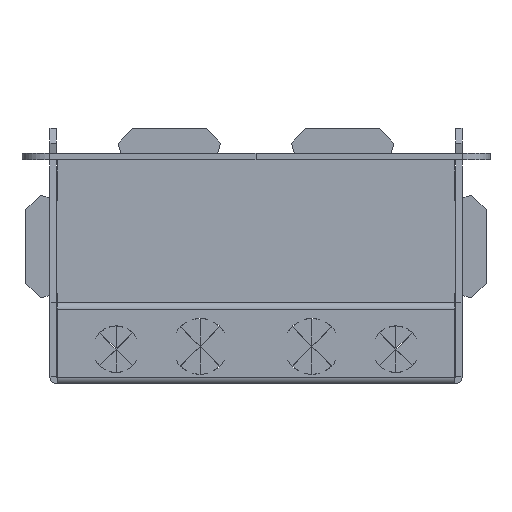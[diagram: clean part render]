
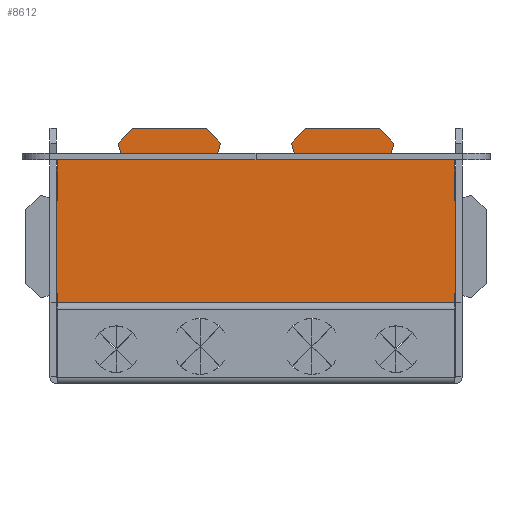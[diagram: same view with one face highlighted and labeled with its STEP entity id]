
A CAD part, left-side view. The second image highlights one B-rep face of the part: STEP entity #8612.
In plain terms, the highlighted planar face has unit normal (-1, 0, 0).
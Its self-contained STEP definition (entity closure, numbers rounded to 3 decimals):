
#7605=AXIS2_PLACEMENT_3D('Plane Axis2P3D',#7602,#7603,#7604) ;
#7602=CARTESIAN_POINT('Axis2P3D Location',(-120.,0.,116.5)) ;
#8147=CARTESIAN_POINT('Vertex',(-120.,107.,95.139)) ;
#8150=CARTESIAN_POINT('Line Origine',(-120.,106.75,95.069)) ;
#8154=CARTESIAN_POINT('Vertex',(-120.,106.5,95.)) ;
#8390=CARTESIAN_POINT('Vertex',(-120.,106.5,45.)) ;
#8393=CARTESIAN_POINT('Line Origine',(-120.,106.75,44.931)) ;
#8397=CARTESIAN_POINT('Vertex',(-120.,107.,44.861)) ;
#8412=CARTESIAN_POINT('Line Origine',(-120.,-107.,70.)) ;
#8416=CARTESIAN_POINT('Vertex',(-120.,-107.,95.139)) ;
#8418=CARTESIAN_POINT('Vertex',(-120.,-107.,44.861)) ;
#8421=CARTESIAN_POINT('Line Origine',(-120.,-106.75,95.069)) ;
#8425=CARTESIAN_POINT('Vertex',(-120.,-106.5,95.)) ;
#8428=CARTESIAN_POINT('Line Origine',(-120.,-106.5,105.75)) ;
#8432=CARTESIAN_POINT('Vertex',(-120.,-106.5,116.5)) ;
#8435=CARTESIAN_POINT('Line Origine',(-120.,-89.,116.5)) ;
#8439=CARTESIAN_POINT('Vertex',(-120.,-71.5,116.5)) ;
#8442=CARTESIAN_POINT('Line Origine',(-120.,-72.75,121.)) ;
#8446=CARTESIAN_POINT('Vertex',(-120.,-74.,125.5)) ;
#8449=CARTESIAN_POINT('Line Origine',(-120.,-70.25,129.5)) ;
#8453=CARTESIAN_POINT('Vertex',(-120.,-66.5,133.5)) ;
#8456=CARTESIAN_POINT('Line Origine',(-120.,-56.5,133.5)) ;
#8460=CARTESIAN_POINT('Vertex',(-120.,-46.5,133.5)) ;
#8463=CARTESIAN_POINT('Line Origine',(-120.,-36.5,133.5)) ;
#8467=CARTESIAN_POINT('Vertex',(-120.,-26.5,133.5)) ;
#8470=CARTESIAN_POINT('Line Origine',(-120.,-22.75,129.5)) ;
#8474=CARTESIAN_POINT('Vertex',(-120.,-19.,125.5)) ;
#8477=CARTESIAN_POINT('Line Origine',(-120.,-20.25,121.)) ;
#8481=CARTESIAN_POINT('Vertex',(-120.,-21.5,116.5)) ;
#8484=CARTESIAN_POINT('Line Origine',(-120.,-10.75,116.5)) ;
#8488=CARTESIAN_POINT('Vertex',(-120.,0.,116.5)) ;
#8491=CARTESIAN_POINT('Line Origine',(-120.,10.75,116.5)) ;
#8495=CARTESIAN_POINT('Vertex',(-120.,21.5,116.5)) ;
#8498=CARTESIAN_POINT('Line Origine',(-120.,20.25,121.)) ;
#8502=CARTESIAN_POINT('Vertex',(-120.,19.,125.5)) ;
#8505=CARTESIAN_POINT('Line Origine',(-120.,22.75,129.5)) ;
#8509=CARTESIAN_POINT('Vertex',(-120.,26.5,133.5)) ;
#8512=CARTESIAN_POINT('Line Origine',(-120.,36.5,133.5)) ;
#8516=CARTESIAN_POINT('Vertex',(-120.,46.5,133.5)) ;
#8519=CARTESIAN_POINT('Line Origine',(-120.,56.5,133.5)) ;
#8523=CARTESIAN_POINT('Vertex',(-120.,66.5,133.5)) ;
#8526=CARTESIAN_POINT('Line Origine',(-120.,70.25,129.5)) ;
#8530=CARTESIAN_POINT('Vertex',(-120.,74.,125.5)) ;
#8533=CARTESIAN_POINT('Line Origine',(-120.,72.75,121.)) ;
#8537=CARTESIAN_POINT('Vertex',(-120.,71.5,116.5)) ;
#8540=CARTESIAN_POINT('Line Origine',(-120.,89.,116.5)) ;
#8544=CARTESIAN_POINT('Vertex',(-120.,106.5,116.5)) ;
#8547=CARTESIAN_POINT('Line Origine',(-120.,106.5,105.75)) ;
#8552=CARTESIAN_POINT('Line Origine',(-120.,107.,70.)) ;
#8557=CARTESIAN_POINT('Line Origine',(-120.,106.5,42.5)) ;
#8561=CARTESIAN_POINT('Vertex',(-120.,106.5,40.)) ;
#8564=CARTESIAN_POINT('Line Origine',(-120.,0.,40.)) ;
#8568=CARTESIAN_POINT('Vertex',(-120.,-106.5,40.)) ;
#8571=CARTESIAN_POINT('Line Origine',(-120.,-106.5,42.5)) ;
#8575=CARTESIAN_POINT('Vertex',(-120.,-106.5,45.)) ;
#8578=CARTESIAN_POINT('Line Origine',(-120.,-106.75,44.931)) ;
#7603=DIRECTION('Axis2P3D Direction',(1.,-0.,0.)) ;
#7604=DIRECTION('Axis2P3D XDirection',(0.,0.,-1.)) ;
#8151=DIRECTION('Vector Direction',(0.,0.964,0.268)) ;
#8394=DIRECTION('Vector Direction',(0.,0.964,-0.268)) ;
#8413=DIRECTION('Vector Direction',(0.,0.,-1.)) ;
#8422=DIRECTION('Vector Direction',(0.,-0.964,0.268)) ;
#8429=DIRECTION('Vector Direction',(0.,0.,-1.)) ;
#8436=DIRECTION('Vector Direction',(0.,1.,0.)) ;
#8443=DIRECTION('Vector Direction',(0.,-0.268,0.964)) ;
#8450=DIRECTION('Vector Direction',(0.,0.684,0.73)) ;
#8457=DIRECTION('Vector Direction',(0.,-1.,0.)) ;
#8464=DIRECTION('Vector Direction',(0.,1.,0.)) ;
#8471=DIRECTION('Vector Direction',(0.,-0.684,0.73)) ;
#8478=DIRECTION('Vector Direction',(0.,0.268,0.964)) ;
#8485=DIRECTION('Vector Direction',(0.,1.,0.)) ;
#8492=DIRECTION('Vector Direction',(0.,1.,0.)) ;
#8499=DIRECTION('Vector Direction',(0.,-0.268,0.964)) ;
#8506=DIRECTION('Vector Direction',(0.,0.684,0.73)) ;
#8513=DIRECTION('Vector Direction',(0.,1.,0.)) ;
#8520=DIRECTION('Vector Direction',(0.,-1.,0.)) ;
#8527=DIRECTION('Vector Direction',(0.,-0.684,0.73)) ;
#8534=DIRECTION('Vector Direction',(0.,0.268,0.964)) ;
#8541=DIRECTION('Vector Direction',(0.,1.,0.)) ;
#8548=DIRECTION('Vector Direction',(0.,0.,-1.)) ;
#8553=DIRECTION('Vector Direction',(0.,0.,-1.)) ;
#8558=DIRECTION('Vector Direction',(0.,0.,-1.)) ;
#8565=DIRECTION('Vector Direction',(0.,1.,0.)) ;
#8572=DIRECTION('Vector Direction',(0.,0.,-1.)) ;
#8579=DIRECTION('Vector Direction',(0.,-0.964,-0.268)) ;
#8152=VECTOR('Line Direction',#8151,1.) ;
#8395=VECTOR('Line Direction',#8394,1.) ;
#8414=VECTOR('Line Direction',#8413,1.) ;
#8423=VECTOR('Line Direction',#8422,1.) ;
#8430=VECTOR('Line Direction',#8429,1.) ;
#8437=VECTOR('Line Direction',#8436,1.) ;
#8444=VECTOR('Line Direction',#8443,1.) ;
#8451=VECTOR('Line Direction',#8450,1.) ;
#8458=VECTOR('Line Direction',#8457,1.) ;
#8465=VECTOR('Line Direction',#8464,1.) ;
#8472=VECTOR('Line Direction',#8471,1.) ;
#8479=VECTOR('Line Direction',#8478,1.) ;
#8486=VECTOR('Line Direction',#8485,1.) ;
#8493=VECTOR('Line Direction',#8492,1.) ;
#8500=VECTOR('Line Direction',#8499,1.) ;
#8507=VECTOR('Line Direction',#8506,1.) ;
#8514=VECTOR('Line Direction',#8513,1.) ;
#8521=VECTOR('Line Direction',#8520,1.) ;
#8528=VECTOR('Line Direction',#8527,1.) ;
#8535=VECTOR('Line Direction',#8534,1.) ;
#8542=VECTOR('Line Direction',#8541,1.) ;
#8549=VECTOR('Line Direction',#8548,1.) ;
#8554=VECTOR('Line Direction',#8553,1.) ;
#8559=VECTOR('Line Direction',#8558,1.) ;
#8566=VECTOR('Line Direction',#8565,1.) ;
#8573=VECTOR('Line Direction',#8572,1.) ;
#8580=VECTOR('Line Direction',#8579,1.) ;
#8584=ORIENTED_EDGE('',*,*,#8420,.F.) ;
#8585=ORIENTED_EDGE('',*,*,#8427,.F.) ;
#8586=ORIENTED_EDGE('',*,*,#8434,.T.) ;
#8587=ORIENTED_EDGE('',*,*,#8441,.F.) ;
#8588=ORIENTED_EDGE('',*,*,#8448,.T.) ;
#8589=ORIENTED_EDGE('',*,*,#8455,.T.) ;
#8590=ORIENTED_EDGE('',*,*,#8462,.T.) ;
#8591=ORIENTED_EDGE('',*,*,#8469,.T.) ;
#8592=ORIENTED_EDGE('',*,*,#8476,.T.) ;
#8593=ORIENTED_EDGE('',*,*,#8483,.T.) ;
#8594=ORIENTED_EDGE('',*,*,#8490,.F.) ;
#8595=ORIENTED_EDGE('',*,*,#8497,.T.) ;
#8596=ORIENTED_EDGE('',*,*,#8504,.F.) ;
#8597=ORIENTED_EDGE('',*,*,#8511,.F.) ;
#8598=ORIENTED_EDGE('',*,*,#8518,.F.) ;
#8599=ORIENTED_EDGE('',*,*,#8525,.F.) ;
#8600=ORIENTED_EDGE('',*,*,#8532,.F.) ;
#8601=ORIENTED_EDGE('',*,*,#8539,.F.) ;
#8602=ORIENTED_EDGE('',*,*,#8546,.T.) ;
#8603=ORIENTED_EDGE('',*,*,#8551,.F.) ;
#8604=ORIENTED_EDGE('',*,*,#8156,.F.) ;
#8605=ORIENTED_EDGE('',*,*,#8556,.T.) ;
#8606=ORIENTED_EDGE('',*,*,#8399,.F.) ;
#8607=ORIENTED_EDGE('',*,*,#8563,.F.) ;
#8608=ORIENTED_EDGE('',*,*,#8570,.T.) ;
#8609=ORIENTED_EDGE('',*,*,#8577,.T.) ;
#8610=ORIENTED_EDGE('',*,*,#8582,.F.) ;
#8612=ADVANCED_FACE('PartBody',(#8611),#7606,.F.) ;
#8156=EDGE_CURVE('',#8148,#8155,#8153,.F.) ;
#8399=EDGE_CURVE('',#8391,#8398,#8396,.T.) ;
#8420=EDGE_CURVE('',#8417,#8419,#8415,.T.) ;
#8427=EDGE_CURVE('',#8426,#8417,#8424,.T.) ;
#8434=EDGE_CURVE('',#8426,#8433,#8431,.F.) ;
#8441=EDGE_CURVE('',#8440,#8433,#8438,.F.) ;
#8448=EDGE_CURVE('',#8440,#8447,#8445,.T.) ;
#8455=EDGE_CURVE('',#8447,#8454,#8452,.T.) ;
#8462=EDGE_CURVE('',#8454,#8461,#8459,.F.) ;
#8469=EDGE_CURVE('',#8461,#8468,#8466,.T.) ;
#8476=EDGE_CURVE('',#8468,#8475,#8473,.F.) ;
#8483=EDGE_CURVE('',#8475,#8482,#8480,.F.) ;
#8490=EDGE_CURVE('',#8489,#8482,#8487,.F.) ;
#8497=EDGE_CURVE('',#8489,#8496,#8494,.T.) ;
#8504=EDGE_CURVE('',#8503,#8496,#8501,.F.) ;
#8511=EDGE_CURVE('',#8510,#8503,#8508,.F.) ;
#8518=EDGE_CURVE('',#8517,#8510,#8515,.F.) ;
#8525=EDGE_CURVE('',#8524,#8517,#8522,.T.) ;
#8532=EDGE_CURVE('',#8531,#8524,#8529,.T.) ;
#8539=EDGE_CURVE('',#8538,#8531,#8536,.T.) ;
#8546=EDGE_CURVE('',#8538,#8545,#8543,.T.) ;
#8551=EDGE_CURVE('',#8155,#8545,#8550,.F.) ;
#8556=EDGE_CURVE('',#8148,#8398,#8555,.T.) ;
#8563=EDGE_CURVE('',#8562,#8391,#8560,.F.) ;
#8570=EDGE_CURVE('',#8562,#8569,#8567,.F.) ;
#8577=EDGE_CURVE('',#8569,#8576,#8574,.F.) ;
#8582=EDGE_CURVE('',#8419,#8576,#8581,.F.) ;
#8583=EDGE_LOOP('',(#8584,#8585,#8586,#8587,#8588,#8589,#8590,#8591,#8592,#8593,#8594,#8595,#8596,#8597,#8598,#8599,#8600,#8601,#8602,#8603,#8604,#8605,#8606,#8607,#8608,#8609,#8610)) ;
#8611=FACE_OUTER_BOUND('',#8583,.T.) ;
#8153=LINE('Line',#8150,#8152) ;
#8396=LINE('Line',#8393,#8395) ;
#8415=LINE('Line',#8412,#8414) ;
#8424=LINE('Line',#8421,#8423) ;
#8431=LINE('Line',#8428,#8430) ;
#8438=LINE('Line',#8435,#8437) ;
#8445=LINE('Line',#8442,#8444) ;
#8452=LINE('Line',#8449,#8451) ;
#8459=LINE('Line',#8456,#8458) ;
#8466=LINE('Line',#8463,#8465) ;
#8473=LINE('Line',#8470,#8472) ;
#8480=LINE('Line',#8477,#8479) ;
#8487=LINE('Line',#8484,#8486) ;
#8494=LINE('Line',#8491,#8493) ;
#8501=LINE('Line',#8498,#8500) ;
#8508=LINE('Line',#8505,#8507) ;
#8515=LINE('Line',#8512,#8514) ;
#8522=LINE('Line',#8519,#8521) ;
#8529=LINE('Line',#8526,#8528) ;
#8536=LINE('Line',#8533,#8535) ;
#8543=LINE('Line',#8540,#8542) ;
#8550=LINE('Line',#8547,#8549) ;
#8555=LINE('Line',#8552,#8554) ;
#8560=LINE('Line',#8557,#8559) ;
#8567=LINE('Line',#8564,#8566) ;
#8574=LINE('Line',#8571,#8573) ;
#8581=LINE('Line',#8578,#8580) ;
#7606=PLANE('',#7605) ;
#8148=VERTEX_POINT('',#8147) ;
#8155=VERTEX_POINT('',#8154) ;
#8391=VERTEX_POINT('',#8390) ;
#8398=VERTEX_POINT('',#8397) ;
#8417=VERTEX_POINT('',#8416) ;
#8419=VERTEX_POINT('',#8418) ;
#8426=VERTEX_POINT('',#8425) ;
#8433=VERTEX_POINT('',#8432) ;
#8440=VERTEX_POINT('',#8439) ;
#8447=VERTEX_POINT('',#8446) ;
#8454=VERTEX_POINT('',#8453) ;
#8461=VERTEX_POINT('',#8460) ;
#8468=VERTEX_POINT('',#8467) ;
#8475=VERTEX_POINT('',#8474) ;
#8482=VERTEX_POINT('',#8481) ;
#8489=VERTEX_POINT('',#8488) ;
#8496=VERTEX_POINT('',#8495) ;
#8503=VERTEX_POINT('',#8502) ;
#8510=VERTEX_POINT('',#8509) ;
#8517=VERTEX_POINT('',#8516) ;
#8524=VERTEX_POINT('',#8523) ;
#8531=VERTEX_POINT('',#8530) ;
#8538=VERTEX_POINT('',#8537) ;
#8545=VERTEX_POINT('',#8544) ;
#8562=VERTEX_POINT('',#8561) ;
#8569=VERTEX_POINT('',#8568) ;
#8576=VERTEX_POINT('',#8575) ;
